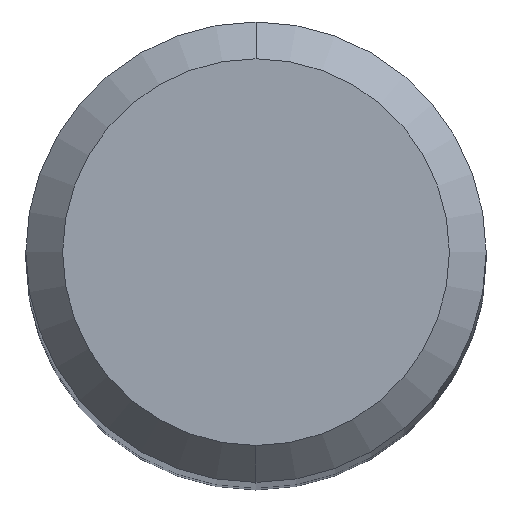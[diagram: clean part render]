
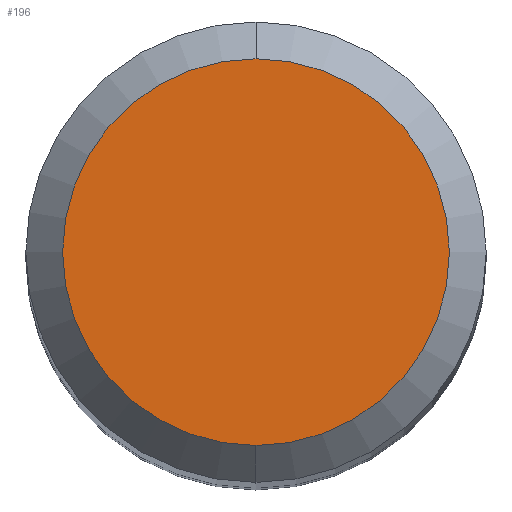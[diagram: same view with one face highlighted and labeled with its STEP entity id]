
A CAD part, top view. The second image highlights one B-rep face of the part: STEP entity #196.
In plain terms, the highlighted planar face has unit normal (0, 0, 1).
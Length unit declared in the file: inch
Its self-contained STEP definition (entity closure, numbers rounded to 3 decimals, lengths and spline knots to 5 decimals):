
#4 = DIRECTION ( 'NONE',  ( 0., -1., 0. ) ) ;
#9 = ORIENTED_EDGE ( 'NONE', *, *, #95, .T. ) ;
#13 = EDGE_LOOP ( 'NONE', ( #100, #9 ) ) ;
#17 = VERTEX_POINT ( 'NONE', #164 ) ;
#21 = CIRCLE ( 'NONE', #289, 0.105 ) ;
#34 = EDGE_CURVE ( 'NONE', #98, #17, #216, .T. ) ;
#92 = AXIS2_PLACEMENT_3D ( 'NONE', #170, #112, #108 ) ;
#95 = EDGE_CURVE ( 'NONE', #17, #98, #21, .T. ) ;
#98 = VERTEX_POINT ( 'NONE', #328 ) ;
#100 = ORIENTED_EDGE ( 'NONE', *, *, #34, .T. ) ;
#102 = CARTESIAN_POINT ( 'NONE',  ( 0., 0., 0. ) ) ;
#108 = DIRECTION ( 'NONE',  ( 0., 1., 0. ) ) ;
#112 = DIRECTION ( 'NONE',  ( 0., 0., -1. ) ) ;
#163 = DIRECTION ( 'NONE',  ( 0., -1., 0. ) ) ;
#164 = CARTESIAN_POINT ( 'NONE',  ( 0., -0.105, 0. ) ) ;
#165 = DIRECTION ( 'NONE',  ( 0., 0., 1. ) ) ;
#170 = CARTESIAN_POINT ( 'NONE',  ( 0., 0.105, 0. ) ) ;
#192 = CARTESIAN_POINT ( 'NONE',  ( 0., 0., 0. ) ) ;
#196 = ADVANCED_FACE ( 'NONE', ( #266 ), #329, .F. ) ;
#216 = CIRCLE ( 'NONE', #367, 0.105 ) ;
#266 = FACE_OUTER_BOUND ( 'NONE', #13, .T. ) ;
#289 = AXIS2_PLACEMENT_3D ( 'NONE', #102, #165, #4 ) ;
#322 = DIRECTION ( 'NONE',  ( 0., 0., 1. ) ) ;
#328 = CARTESIAN_POINT ( 'NONE',  ( 0., 0.105, 0. ) ) ;
#329 = PLANE ( 'NONE',  #92 ) ;
#367 = AXIS2_PLACEMENT_3D ( 'NONE', #192, #322, #163 ) ;
